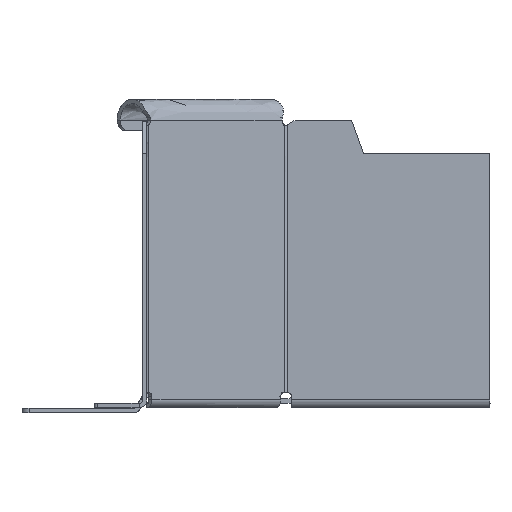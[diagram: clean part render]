
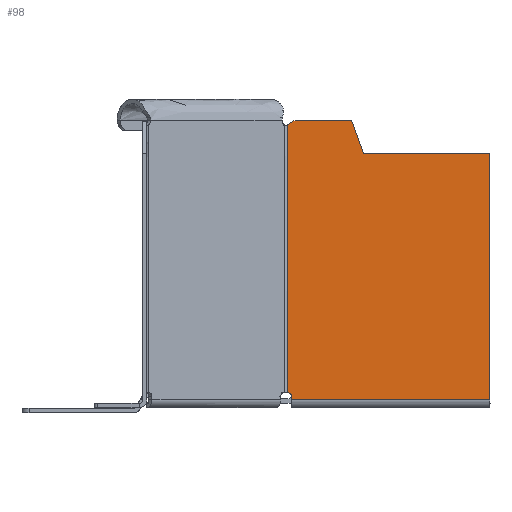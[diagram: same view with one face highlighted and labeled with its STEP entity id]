
A CAD part, front view. The second image highlights one B-rep face of the part: STEP entity #98.
In plain terms, the highlighted face is planar.
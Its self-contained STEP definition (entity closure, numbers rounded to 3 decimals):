
#98=ADVANCED_FACE('',(#224),#1934,.T.);
#224=FACE_OUTER_BOUND('',#350,.T.);
#350=EDGE_LOOP('',(#691,#692,#693,#694,#695,#696,#697,#698,#699,#700,#701));
#691=ORIENTED_EDGE('',*,*,#1179,.T.);
#692=ORIENTED_EDGE('',*,*,#1185,.T.);
#693=ORIENTED_EDGE('',*,*,#1187,.T.);
#694=ORIENTED_EDGE('',*,*,#1182,.T.);
#695=ORIENTED_EDGE('',*,*,#1166,.F.);
#696=ORIENTED_EDGE('',*,*,#1181,.T.);
#697=ORIENTED_EDGE('',*,*,#1180,.T.);
#698=ORIENTED_EDGE('',*,*,#1192,.T.);
#699=ORIENTED_EDGE('',*,*,#1190,.T.);
#700=ORIENTED_EDGE('',*,*,#1176,.F.);
#701=ORIENTED_EDGE('',*,*,#1173,.F.);
#1166=EDGE_CURVE('',#1748,#1753,#1519,.T.);
#1173=EDGE_CURVE('',#1765,#1763,#1526,.T.);
#1176=EDGE_CURVE('',#1763,#1767,#1529,.T.);
#1179=EDGE_CURVE('',#1765,#1769,#1531,.T.);
#1180=EDGE_CURVE('',#1772,#1771,#1532,.T.);
#1181=EDGE_CURVE('',#1748,#1772,#1533,.T.);
#1182=EDGE_CURVE('',#1773,#1753,#1534,.T.);
#1185=EDGE_CURVE('',#1769,#1774,#1537,.T.);
#1187=EDGE_CURVE('',#1774,#1773,#1379,.T.);
#1190=EDGE_CURVE('',#1770,#1767,#1540,.T.);
#1192=EDGE_CURVE('',#1771,#1770,#1381,.T.);
#1379=(
BOUNDED_CURVE()
B_SPLINE_CURVE(2,(#4063,#4064,#4065),.UNSPECIFIED.,.F.,.F.)
B_SPLINE_CURVE_WITH_KNOTS((3,3),(0.,0.611),.UNSPECIFIED.)
CURVE()
GEOMETRIC_REPRESENTATION_ITEM()
RATIONAL_B_SPLINE_CURVE((1.,0.819,1.))
REPRESENTATION_ITEM('')
);
#1381=(
BOUNDED_CURVE()
B_SPLINE_CURVE(2,(#4075,#4076,#4077),.UNSPECIFIED.,.F.,.F.)
B_SPLINE_CURVE_WITH_KNOTS((3,3),(0.,1.571),.UNSPECIFIED.)
CURVE()
GEOMETRIC_REPRESENTATION_ITEM()
RATIONAL_B_SPLINE_CURVE((1.,0.707,1.))
REPRESENTATION_ITEM('')
);
#1519=B_SPLINE_CURVE_WITH_KNOTS('',1,(#4020,#4021),.UNSPECIFIED.,.F.,.F.,
(2,2),(-2.58,0.),.UNSPECIFIED.);
#1526=B_SPLINE_CURVE_WITH_KNOTS('',1,(#4034,#4035),.UNSPECIFIED.,.F.,.F.,
(2,2),(-70.25,0.),.UNSPECIFIED.);
#1529=B_SPLINE_CURVE_WITH_KNOTS('',1,(#4040,#4041),.UNSPECIFIED.,.F.,.F.,
(2,2),(0.,56.602),.UNSPECIFIED.);
#1531=B_SPLINE_CURVE_WITH_KNOTS('',1,(#4047,#4048),.UNSPECIFIED.,.F.,.F.,
(2,2),(-36.042,0.),.UNSPECIFIED.);
#1532=B_SPLINE_CURVE_WITH_KNOTS('',1,(#4049,#4050),.UNSPECIFIED.,.F.,.F.,
(2,2),(0.,0.231),.UNSPECIFIED.);
#1533=B_SPLINE_CURVE_WITH_KNOTS('',1,(#4051,#4052),.UNSPECIFIED.,.F.,.F.,
(2,2),(-76.459,0.),.UNSPECIFIED.);
#1534=B_SPLINE_CURVE_WITH_KNOTS('',1,(#4053,#4054),.UNSPECIFIED.,.F.,.F.,
(2,2),(-15.754,0.),.UNSPECIFIED.);
#1537=B_SPLINE_CURVE_WITH_KNOTS('',1,(#4059,#4060),.UNSPECIFIED.,.F.,.F.,
(2,2),(-9.76,0.),.UNSPECIFIED.);
#1540=B_SPLINE_CURVE_WITH_KNOTS('',1,(#4071,#4072),.UNSPECIFIED.,.F.,.F.,
(2,2),(-1.,0.),.UNSPECIFIED.);
#1748=VERTEX_POINT('',#3849);
#1753=VERTEX_POINT('',#3854);
#1763=VERTEX_POINT('',#3864);
#1765=VERTEX_POINT('',#3866);
#1767=VERTEX_POINT('',#3868);
#1769=VERTEX_POINT('',#3870);
#1770=VERTEX_POINT('',#3871);
#1771=VERTEX_POINT('',#3872);
#1772=VERTEX_POINT('',#3873);
#1773=VERTEX_POINT('',#3874);
#1774=VERTEX_POINT('',#3875);
#1934=PLANE('',#2130);
#2130=AXIS2_PLACEMENT_3D('',#3280,#2220,$);
#2220=DIRECTION('',(-0.707,0.,-0.707));
#3280=CARTESIAN_POINT('',(-10.975,-5.952,23.975));
#3849=CARTESIAN_POINT('',(-15.291,80.709,28.291));
#3854=CARTESIAN_POINT('',(-16.871,82.,29.871));
#3864=CARTESIAN_POINT('',(-56.189,2.25,69.189));
#3866=CARTESIAN_POINT('',(-56.189,72.5,69.189));
#3868=CARTESIAN_POINT('',(-16.165,2.25,29.165));
#3870=CARTESIAN_POINT('',(-30.703,72.5,43.703));
#3871=CARTESIAN_POINT('',(-16.163,3.25,29.163));
#3872=CARTESIAN_POINT('',(-15.456,4.25,28.456));
#3873=CARTESIAN_POINT('',(-15.293,4.25,28.293));
#3874=CARTESIAN_POINT('',(-28.011,82.,41.011));
#3875=CARTESIAN_POINT('',(-28.343,81.671,41.343));
#4020=CARTESIAN_POINT('',(-15.291,80.709,28.291));
#4021=CARTESIAN_POINT('',(-16.871,82.,29.871));
#4034=CARTESIAN_POINT('',(-56.189,72.5,69.189));
#4035=CARTESIAN_POINT('',(-56.189,2.25,69.189));
#4040=CARTESIAN_POINT('',(-56.189,2.25,69.189));
#4041=CARTESIAN_POINT('',(-16.165,2.25,29.165));
#4047=CARTESIAN_POINT('',(-56.189,72.5,69.189));
#4048=CARTESIAN_POINT('',(-30.703,72.5,43.703));
#4049=CARTESIAN_POINT('',(-15.293,4.25,28.293));
#4050=CARTESIAN_POINT('',(-15.456,4.25,28.456));
#4051=CARTESIAN_POINT('',(-15.291,80.709,28.291));
#4052=CARTESIAN_POINT('',(-15.293,4.25,28.293));
#4053=CARTESIAN_POINT('',(-28.011,82.,41.011));
#4054=CARTESIAN_POINT('',(-16.871,82.,29.871));
#4059=CARTESIAN_POINT('',(-30.703,72.5,43.703));
#4060=CARTESIAN_POINT('',(-28.343,81.671,41.343));
#4063=CARTESIAN_POINT('',(-28.343,81.671,41.343));
#4064=CARTESIAN_POINT('',(-28.258,82.,41.258));
#4065=CARTESIAN_POINT('',(-28.011,82.,41.011));
#4071=CARTESIAN_POINT('',(-16.163,3.25,29.163));
#4072=CARTESIAN_POINT('',(-16.165,2.25,29.165));
#4075=CARTESIAN_POINT('',(-15.456,4.25,28.456));
#4076=CARTESIAN_POINT('',(-16.163,4.25,29.163));
#4077=CARTESIAN_POINT('',(-16.163,3.25,29.163));
